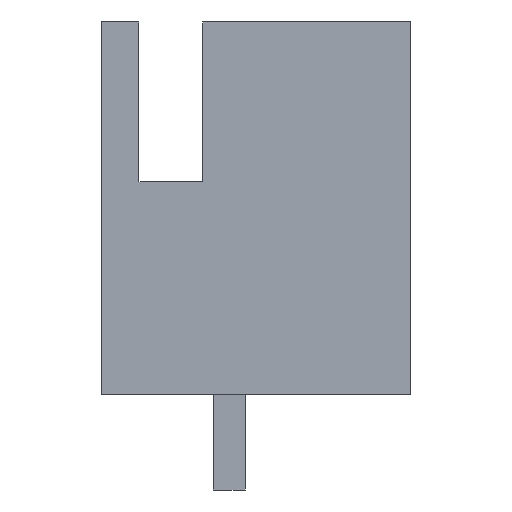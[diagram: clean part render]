
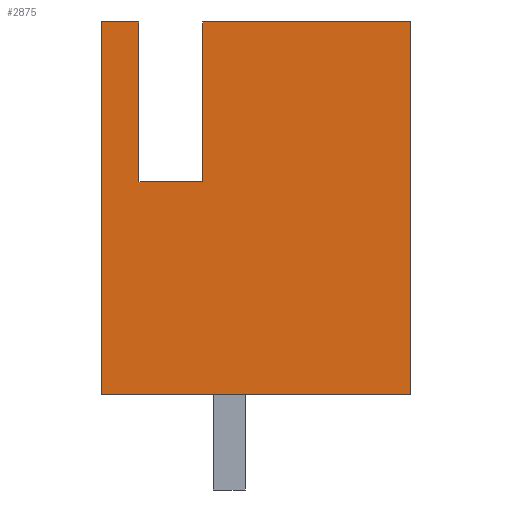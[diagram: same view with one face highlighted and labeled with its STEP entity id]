
A CAD part, left-side view. The second image highlights one B-rep face of the part: STEP entity #2875.
In plain terms, the highlighted planar face has unit normal (-1, 0, 0).
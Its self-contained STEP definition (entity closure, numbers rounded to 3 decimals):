
#38 = EDGE_CURVE ( 'NONE', #1293, #500, #2958, .T. ) ;
#97 = LINE ( 'NONE', #630, #3327 ) ;
#128 = LINE ( 'NONE', #357, #231 ) ;
#206 = DIRECTION ( 'NONE',  ( 0., -1., 0. ) ) ;
#231 = VECTOR ( 'NONE', #1691, 1000. ) ;
#234 = CARTESIAN_POINT ( 'NONE',  ( -6.25, 2.2, 4. ) ) ;
#283 = LINE ( 'NONE', #536, #2870 ) ;
#286 = CARTESIAN_POINT ( 'NONE',  ( -6.25, -2.9, 7. ) ) ;
#357 = CARTESIAN_POINT ( 'NONE',  ( -6.25, -2.9, 0. ) ) ;
#362 = DIRECTION ( 'NONE',  ( 0., -1., 0. ) ) ;
#471 = FACE_OUTER_BOUND ( 'NONE', #2208, .T. ) ;
#474 = EDGE_CURVE ( 'NONE', #743, #1138, #2605, .T. ) ;
#500 = VERTEX_POINT ( 'NONE', #1115 ) ;
#536 = CARTESIAN_POINT ( 'NONE',  ( -6.25, 2.9, 7. ) ) ;
#550 = LINE ( 'NONE', #2388, #1998 ) ;
#622 = CARTESIAN_POINT ( 'NONE',  ( -6.25, 2.2, 4. ) ) ;
#627 = ORIENTED_EDGE ( 'NONE', *, *, #3070, .F. ) ;
#630 = CARTESIAN_POINT ( 'NONE',  ( -6.25, -2.9, 7. ) ) ;
#707 = EDGE_CURVE ( 'NONE', #2791, #743, #2621, .T. ) ;
#731 = EDGE_CURVE ( 'NONE', #2333, #1260, #283, .T. ) ;
#743 = VERTEX_POINT ( 'NONE', #1097 ) ;
#770 = EDGE_CURVE ( 'NONE', #500, #2791, #550, .T. ) ;
#1051 = ORIENTED_EDGE ( 'NONE', *, *, #474, .F. ) ;
#1097 = CARTESIAN_POINT ( 'NONE',  ( -6.25, -2.9, 7. ) ) ;
#1115 = CARTESIAN_POINT ( 'NONE',  ( -6.25, 1., 4. ) ) ;
#1138 = VERTEX_POINT ( 'NONE', #2848 ) ;
#1260 = VERTEX_POINT ( 'NONE', #1381 ) ;
#1293 = VERTEX_POINT ( 'NONE', #2665 ) ;
#1321 = DIRECTION ( 'NONE',  ( 0., 0., 1. ) ) ;
#1381 = CARTESIAN_POINT ( 'NONE',  ( -6.25, 2.9, 0. ) ) ;
#1422 = DIRECTION ( 'NONE',  ( 0., 0., -1. ) ) ;
#1473 = DIRECTION ( 'NONE',  ( 0., 1., 0. ) ) ;
#1586 = VECTOR ( 'NONE', #2648, 1000. ) ;
#1587 = LINE ( 'NONE', #234, #1586 ) ;
#1610 = DIRECTION ( 'NONE',  ( 0., 0., -1. ) ) ;
#1691 = DIRECTION ( 'NONE',  ( 0., -1., 0. ) ) ;
#1716 = VERTEX_POINT ( 'NONE', #3093 ) ;
#1998 = VECTOR ( 'NONE', #1321, 1000. ) ;
#2043 = EDGE_CURVE ( 'NONE', #1293, #1716, #1587, .T. ) ;
#2143 = EDGE_CURVE ( 'NONE', #1260, #1138, #128, .T. ) ;
#2174 = ORIENTED_EDGE ( 'NONE', *, *, #731, .T. ) ;
#2208 = EDGE_LOOP ( 'NONE', ( #2223, #2977, #2530, #2514, #627, #2174, #2871, #1051 ) ) ;
#2223 = ORIENTED_EDGE ( 'NONE', *, *, #707, .F. ) ;
#2290 = DIRECTION ( 'NONE',  ( 1., 0., 0. ) ) ;
#2333 = VERTEX_POINT ( 'NONE', #3080 ) ;
#2338 = CARTESIAN_POINT ( 'NONE',  ( -6.25, -2.9, 7. ) ) ;
#2388 = CARTESIAN_POINT ( 'NONE',  ( -6.25, 1., 4. ) ) ;
#2424 = CARTESIAN_POINT ( 'NONE',  ( -6.25, 1., 7. ) ) ;
#2514 = ORIENTED_EDGE ( 'NONE', *, *, #2043, .T. ) ;
#2530 = ORIENTED_EDGE ( 'NONE', *, *, #38, .F. ) ;
#2558 = PLANE ( 'NONE',  #3162 ) ;
#2605 = LINE ( 'NONE', #286, #3035 ) ;
#2621 = LINE ( 'NONE', #2338, #3039 ) ;
#2648 = DIRECTION ( 'NONE',  ( 0., 0., 1. ) ) ;
#2665 = CARTESIAN_POINT ( 'NONE',  ( -6.25, 2.2, 4. ) ) ;
#2760 = CARTESIAN_POINT ( 'NONE',  ( -6.25, -2.9, 7. ) ) ;
#2791 = VERTEX_POINT ( 'NONE', #2424 ) ;
#2848 = CARTESIAN_POINT ( 'NONE',  ( -6.25, -2.9, 0. ) ) ;
#2870 = VECTOR ( 'NONE', #1610, 1000. ) ;
#2871 = ORIENTED_EDGE ( 'NONE', *, *, #2143, .T. ) ;
#2875 = ADVANCED_FACE ( 'NONE', ( #471 ), #2558, .F. ) ;
#2896 = DIRECTION ( 'NONE',  ( 0., -1., 0. ) ) ;
#2958 = LINE ( 'NONE', #622, #3244 ) ;
#2977 = ORIENTED_EDGE ( 'NONE', *, *, #770, .F. ) ;
#3035 = VECTOR ( 'NONE', #1422, 1000. ) ;
#3039 = VECTOR ( 'NONE', #2896, 1000. ) ;
#3070 = EDGE_CURVE ( 'NONE', #2333, #1716, #97, .T. ) ;
#3080 = CARTESIAN_POINT ( 'NONE',  ( -6.25, 2.9, 7. ) ) ;
#3093 = CARTESIAN_POINT ( 'NONE',  ( -6.25, 2.2, 7. ) ) ;
#3162 = AXIS2_PLACEMENT_3D ( 'NONE', #2760, #2290, #1473 ) ;
#3244 = VECTOR ( 'NONE', #206, 1000. ) ;
#3327 = VECTOR ( 'NONE', #362, 1000. ) ;
